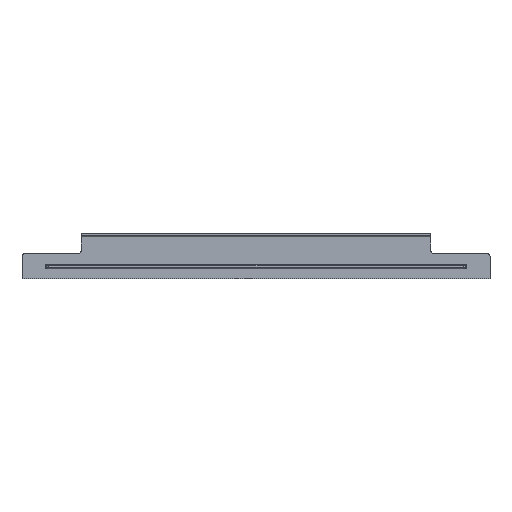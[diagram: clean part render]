
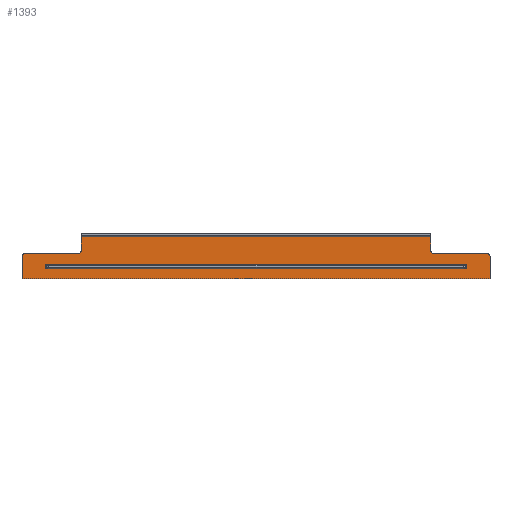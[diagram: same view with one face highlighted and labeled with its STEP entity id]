
A CAD part, front view. The second image highlights one B-rep face of the part: STEP entity #1393.
In plain terms, the highlighted planar face has unit normal (0, -1, 0).
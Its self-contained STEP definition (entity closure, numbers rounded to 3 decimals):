
#46 = EDGE_CURVE ( 'NONE', #1859, #620, #590, .T. ) ;
#54 = EDGE_CURVE ( 'NONE', #257, #268, #1888, .T. ) ;
#65 = EDGE_CURVE ( 'NONE', #1679, #1859, #1064, .T. ) ;
#89 = AXIS2_PLACEMENT_3D ( 'NONE', #227, #694, #860 ) ;
#96 = ORIENTED_EDGE ( 'NONE', *, *, #976, .T. ) ;
#99 = CARTESIAN_POINT ( 'NONE',  ( -198., 9.3, 8.75 ) ) ;
#104 = CARTESIAN_POINT ( 'NONE',  ( 198., 9.3, 8.75 ) ) ;
#118 = VECTOR ( 'NONE', #839, 1000. ) ;
#156 = EDGE_CURVE ( 'NONE', #1359, #1028, #275, .T. ) ;
#169 = DIRECTION ( 'NONE',  ( 0., 0., 1. ) ) ;
#202 = EDGE_CURVE ( 'NONE', #926, #1187, #1170, .T. ) ;
#207 = CARTESIAN_POINT ( 'NONE',  ( -198., 9.3, -0.7 ) ) ;
#226 = VERTEX_POINT ( 'NONE', #99 ) ;
#227 = CARTESIAN_POINT ( 'NONE',  ( -151., 9.3, 13.75 ) ) ;
#231 = CARTESIAN_POINT ( 'NONE',  ( 148., 9.3, 25.45 ) ) ;
#247 = ORIENTED_EDGE ( 'NONE', *, *, #65, .T. ) ;
#252 = VECTOR ( 'NONE', #1876, 1000. ) ;
#257 = VERTEX_POINT ( 'NONE', #371 ) ;
#263 = EDGE_CURVE ( 'NONE', #268, #902, #1245, .T. ) ;
#268 = VERTEX_POINT ( 'NONE', #1500 ) ;
#275 = LINE ( 'NONE', #231, #815 ) ;
#293 = VERTEX_POINT ( 'NONE', #848 ) ;
#315 = VECTOR ( 'NONE', #699, 1000. ) ;
#318 = CARTESIAN_POINT ( 'NONE',  ( -178., 9.3, 0.7 ) ) ;
#333 = DIRECTION ( 'NONE',  ( -1., 0., 0. ) ) ;
#345 = DIRECTION ( 'NONE',  ( -1., 0., 0. ) ) ;
#371 = CARTESIAN_POINT ( 'NONE',  ( -148., 9.3, 25.45 ) ) ;
#374 = CARTESIAN_POINT ( 'NONE',  ( 198., 9.3, 0.7 ) ) ;
#384 = LINE ( 'NONE', #1617, #790 ) ;
#392 = CIRCLE ( 'NONE', #1291, 2. ) ;
#393 = CARTESIAN_POINT ( 'NONE',  ( 198., 9.3, 25.45 ) ) ;
#439 = CARTESIAN_POINT ( 'NONE',  ( -148., 9.3, 25.45 ) ) ;
#450 = VECTOR ( 'NONE', #1101, 1000. ) ;
#470 = LINE ( 'NONE', #374, #856 ) ;
#494 = EDGE_CURVE ( 'NONE', #1921, #1359, #1014, .T. ) ;
#497 = AXIS2_PLACEMENT_3D ( 'NONE', #1831, #1390, #1874 ) ;
#551 = DIRECTION ( 'NONE',  ( 0., 0., 1. ) ) ;
#553 = EDGE_CURVE ( 'NONE', #293, #226, #555, .T. ) ;
#555 = CIRCLE ( 'NONE', #1183, 2. ) ;
#590 = LINE ( 'NONE', #1380, #252 ) ;
#620 = VERTEX_POINT ( 'NONE', #318 ) ;
#638 = EDGE_CURVE ( 'NONE', #926, #981, #392, .T. ) ;
#653 = FACE_BOUND ( 'NONE', #1538, .T. ) ;
#660 = CARTESIAN_POINT ( 'NONE',  ( -198., 9.3, -10.25 ) ) ;
#694 = DIRECTION ( 'NONE',  ( 0., 1., 0. ) ) ;
#695 = ORIENTED_EDGE ( 'NONE', *, *, #1367, .F. ) ;
#699 = DIRECTION ( 'NONE',  ( -1., 0., 0. ) ) ;
#746 = ORIENTED_EDGE ( 'NONE', *, *, #1922, .T. ) ;
#790 = VECTOR ( 'NONE', #1487, 1000. ) ;
#793 = CARTESIAN_POINT ( 'NONE',  ( 196., 9.3, 8.75 ) ) ;
#798 = CARTESIAN_POINT ( 'NONE',  ( 178., 9.3, -10.25 ) ) ;
#815 = VECTOR ( 'NONE', #551, 1000. ) ;
#832 = ORIENTED_EDGE ( 'NONE', *, *, #1597, .T. ) ;
#839 = DIRECTION ( 'NONE',  ( 0., 0., -1. ) ) ;
#848 = CARTESIAN_POINT ( 'NONE',  ( -196., 9.3, 10.75 ) ) ;
#856 = VECTOR ( 'NONE', #333, 1000. ) ;
#860 = DIRECTION ( 'NONE',  ( 0., 0., 1. ) ) ;
#902 = VERTEX_POINT ( 'NONE', #1207 ) ;
#904 = ORIENTED_EDGE ( 'NONE', *, *, #1158, .F. ) ;
#926 = VERTEX_POINT ( 'NONE', #104 ) ;
#949 = DIRECTION ( 'NONE',  ( 0., 1., 0. ) ) ;
#976 = EDGE_CURVE ( 'NONE', #1028, #257, #1008, .T. ) ;
#981 = VERTEX_POINT ( 'NONE', #1346 ) ;
#1006 = CARTESIAN_POINT ( 'NONE',  ( 151., 9.3, 10.75 ) ) ;
#1008 = LINE ( 'NONE', #393, #315 ) ;
#1014 = CIRCLE ( 'NONE', #497, 3. ) ;
#1028 = VERTEX_POINT ( 'NONE', #1386 ) ;
#1064 = LINE ( 'NONE', #1566, #450 ) ;
#1101 = DIRECTION ( 'NONE',  ( -1., 0., 0. ) ) ;
#1104 = DIRECTION ( 'NONE',  ( 0., 0., 1. ) ) ;
#1120 = DIRECTION ( 'NONE',  ( 0., -1., 0. ) ) ;
#1122 = LINE ( 'NONE', #1576, #1646 ) ;
#1140 = CARTESIAN_POINT ( 'NONE',  ( -196., 9.3, 8.75 ) ) ;
#1158 = EDGE_CURVE ( 'NONE', #1187, #1568, #384, .T. ) ;
#1166 = CARTESIAN_POINT ( 'NONE',  ( 198., 9.3, -10.25 ) ) ;
#1170 = LINE ( 'NONE', #1501, #1699 ) ;
#1183 = AXIS2_PLACEMENT_3D ( 'NONE', #1140, #1120, #1905 ) ;
#1187 = VERTEX_POINT ( 'NONE', #1166 ) ;
#1207 = CARTESIAN_POINT ( 'NONE',  ( -151., 9.3, 10.75 ) ) ;
#1208 = EDGE_LOOP ( 'NONE', ( #1614, #1264, #746, #1375, #1345, #96, #1686, #1749, #1385, #1488, #832, #904 ) ) ;
#1218 = VERTEX_POINT ( 'NONE', #1227 ) ;
#1227 = CARTESIAN_POINT ( 'NONE',  ( 178., 9.3, 0.7 ) ) ;
#1245 = CIRCLE ( 'NONE', #89, 3. ) ;
#1246 = CARTESIAN_POINT ( 'NONE',  ( 198., 9.3, 10.75 ) ) ;
#1260 = DIRECTION ( 'NONE',  ( 0., 0., -1. ) ) ;
#1262 = FACE_OUTER_BOUND ( 'NONE', #1208, .T. ) ;
#1264 = ORIENTED_EDGE ( 'NONE', *, *, #638, .T. ) ;
#1269 = DIRECTION ( 'NONE',  ( -1., 0., 0. ) ) ;
#1291 = AXIS2_PLACEMENT_3D ( 'NONE', #793, #1916, #169 ) ;
#1338 = CARTESIAN_POINT ( 'NONE',  ( 178., 9.3, -0.7 ) ) ;
#1345 = ORIENTED_EDGE ( 'NONE', *, *, #156, .T. ) ;
#1346 = CARTESIAN_POINT ( 'NONE',  ( 196., 9.3, 10.75 ) ) ;
#1359 = VERTEX_POINT ( 'NONE', #1438 ) ;
#1367 = EDGE_CURVE ( 'NONE', #1679, #1218, #1759, .T. ) ;
#1375 = ORIENTED_EDGE ( 'NONE', *, *, #494, .T. ) ;
#1380 = CARTESIAN_POINT ( 'NONE',  ( -178., 9.3, -10.25 ) ) ;
#1385 = ORIENTED_EDGE ( 'NONE', *, *, #1761, .T. ) ;
#1386 = CARTESIAN_POINT ( 'NONE',  ( 148., 9.3, 25.45 ) ) ;
#1390 = DIRECTION ( 'NONE',  ( 0., 1., 0. ) ) ;
#1393 = ADVANCED_FACE ( 'NONE', ( #653, #1262 ), #1890, .F. ) ;
#1398 = ORIENTED_EDGE ( 'NONE', *, *, #46, .T. ) ;
#1412 = VECTOR ( 'NONE', #1260, 1000. ) ;
#1438 = CARTESIAN_POINT ( 'NONE',  ( 148., 9.3, 13.75 ) ) ;
#1487 = DIRECTION ( 'NONE',  ( -1., 0., 0. ) ) ;
#1488 = ORIENTED_EDGE ( 'NONE', *, *, #553, .T. ) ;
#1500 = CARTESIAN_POINT ( 'NONE',  ( -148., 9.3, 13.75 ) ) ;
#1501 = CARTESIAN_POINT ( 'NONE',  ( 198., 9.3, -0.7 ) ) ;
#1538 = EDGE_LOOP ( 'NONE', ( #695, #247, #1398, #1808 ) ) ;
#1566 = CARTESIAN_POINT ( 'NONE',  ( 198., 9.3, -0.7 ) ) ;
#1568 = VERTEX_POINT ( 'NONE', #660 ) ;
#1576 = CARTESIAN_POINT ( 'NONE',  ( 198., 9.3, 10.75 ) ) ;
#1581 = DIRECTION ( 'NONE',  ( 0., 0., 1. ) ) ;
#1587 = CARTESIAN_POINT ( 'NONE',  ( -178., 9.3, -0.7 ) ) ;
#1597 = EDGE_CURVE ( 'NONE', #226, #1568, #1934, .T. ) ;
#1614 = ORIENTED_EDGE ( 'NONE', *, *, #202, .F. ) ;
#1617 = CARTESIAN_POINT ( 'NONE',  ( 198., 9.3, -10.25 ) ) ;
#1646 = VECTOR ( 'NONE', #345, 1000. ) ;
#1673 = AXIS2_PLACEMENT_3D ( 'NONE', #1736, #949, #1581 ) ;
#1679 = VERTEX_POINT ( 'NONE', #1338 ) ;
#1686 = ORIENTED_EDGE ( 'NONE', *, *, #54, .T. ) ;
#1699 = VECTOR ( 'NONE', #1804, 1000. ) ;
#1736 = CARTESIAN_POINT ( 'NONE',  ( 198., 9.3, 25.45 ) ) ;
#1745 = VECTOR ( 'NONE', #1104, 1000. ) ;
#1749 = ORIENTED_EDGE ( 'NONE', *, *, #263, .T. ) ;
#1759 = LINE ( 'NONE', #798, #1745 ) ;
#1761 = EDGE_CURVE ( 'NONE', #902, #293, #2013, .T. ) ;
#1802 = VECTOR ( 'NONE', #1269, 1000. ) ;
#1804 = DIRECTION ( 'NONE',  ( 0., 0., -1. ) ) ;
#1808 = ORIENTED_EDGE ( 'NONE', *, *, #1983, .F. ) ;
#1831 = CARTESIAN_POINT ( 'NONE',  ( 151., 9.3, 13.75 ) ) ;
#1859 = VERTEX_POINT ( 'NONE', #1587 ) ;
#1874 = DIRECTION ( 'NONE',  ( 0., 0., 1. ) ) ;
#1876 = DIRECTION ( 'NONE',  ( 0., 0., 1. ) ) ;
#1888 = LINE ( 'NONE', #439, #1412 ) ;
#1890 = PLANE ( 'NONE',  #1673 ) ;
#1905 = DIRECTION ( 'NONE',  ( 0., 0., 1. ) ) ;
#1916 = DIRECTION ( 'NONE',  ( 0., -1., 0. ) ) ;
#1921 = VERTEX_POINT ( 'NONE', #1006 ) ;
#1922 = EDGE_CURVE ( 'NONE', #981, #1921, #1122, .T. ) ;
#1934 = LINE ( 'NONE', #207, #118 ) ;
#1983 = EDGE_CURVE ( 'NONE', #1218, #620, #470, .T. ) ;
#2013 = LINE ( 'NONE', #1246, #1802 ) ;
